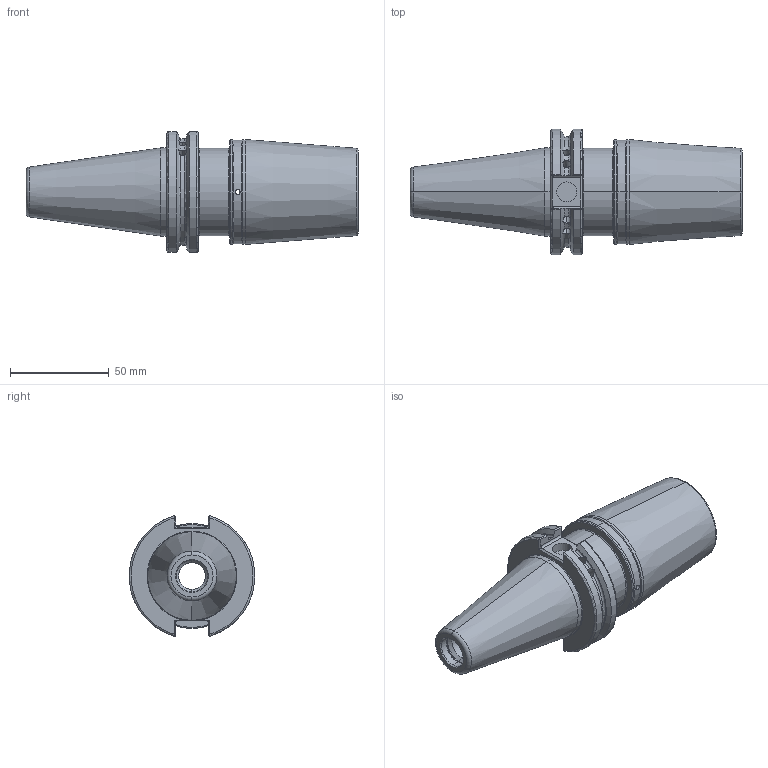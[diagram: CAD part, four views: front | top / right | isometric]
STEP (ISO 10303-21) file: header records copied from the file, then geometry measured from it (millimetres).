
FILE_DESCRIPTION (( 'STEP AP203' ), '1' );
FILE_NAME ('CA40A260B32100HP1.STEP', '2021-03-17T08:22:22', ( 'user' ), ( '' ), 'SwSTEP 2.0', 'SolidWorks 2013', '' );
FILE_SCHEMA (( 'CONFIG_CONTROL_DESIGN' ));
Length unit declared in the file: millimetre
Products named in the file (1): CA40A260B32100HP1
Bounding box: 168.35 x 63.57 x 61.31 mm (x, y, z)
Volume: 197674.9 mm3; surface area: 41612.6 mm2
Topology: 1 solids, 1 shells, 165 faces, 440 edges, 268 vertices
Faces by surface type: cylinder 54, plane 43, torus 34, cone 32, bspline 2
Entity records: 5748 total; most frequent: CARTESIAN_POINT 1747, ORIENTED_EDGE 864, DIRECTION 794, EDGE_CURVE 432, AXIS2_PLACEMENT_3D 318, VERTEX_POINT 268, EDGE_LOOP 174, FACE_OUTER_BOUND 165
